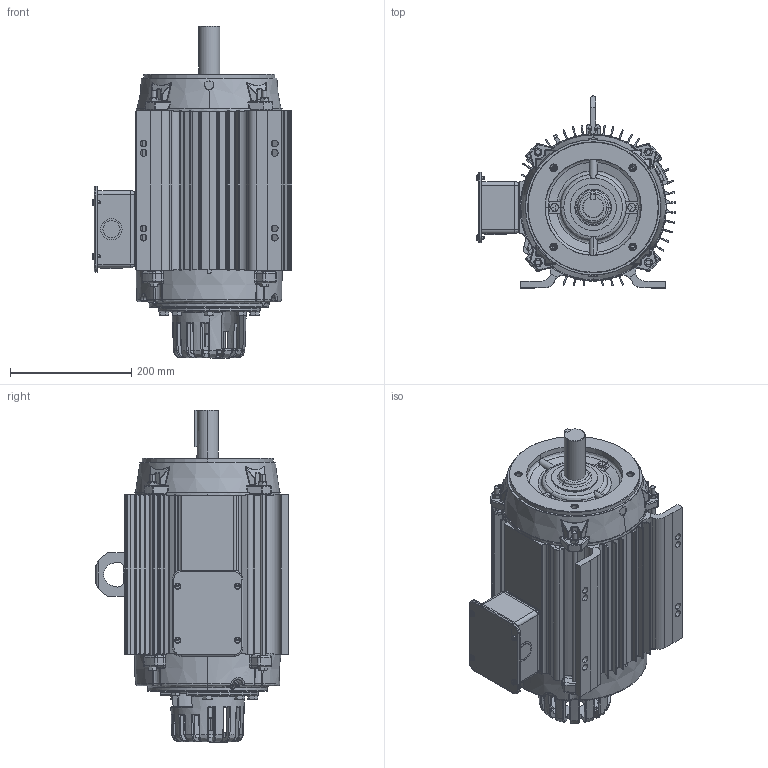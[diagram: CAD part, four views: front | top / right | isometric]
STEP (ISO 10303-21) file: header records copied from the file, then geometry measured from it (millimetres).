
FILE_DESCRIPTION (( 'STEP AP214' ), '1' );
FILE_NAME ('Y545-A772 r1.STEP', '2022-01-26T13:28:43', ( '' ), ( '' ), 'SwSTEP 2.0', 'SolidWorks 2017', '' );
FILE_SCHEMA (( 'AUTOMOTIVE_DESIGN' ));
Length unit declared in the file: inch
Products named in the file (1): Y545-A772  r1
Bounding box: 329.1 x 316.39 x 546.91 mm (x, y, z)
Volume: 4295994.6 mm3; surface area: 1601347.1 mm2
Topology: 34 solids, 34 shells, 4029 faces, 10494 edges, 6486 vertices
Faces by surface type: bspline 1294, cylinder 1116, plane 1107, cone 512
Entity records: 179326 total; most frequent: CARTESIAN_POINT 89719, ORIENTED_EDGE 20810, DIRECTION 16328, EDGE_CURVE 10405, VERTEX_POINT 6486, AXIS2_PLACEMENT_3D 6426, EDGE_LOOP 4223, FACE_OUTER_BOUND 4029
